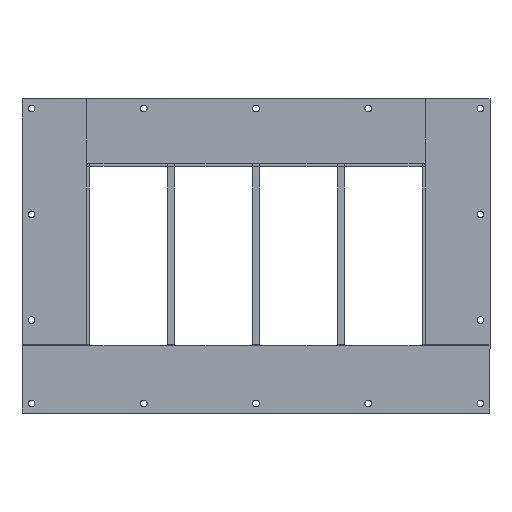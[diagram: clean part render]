
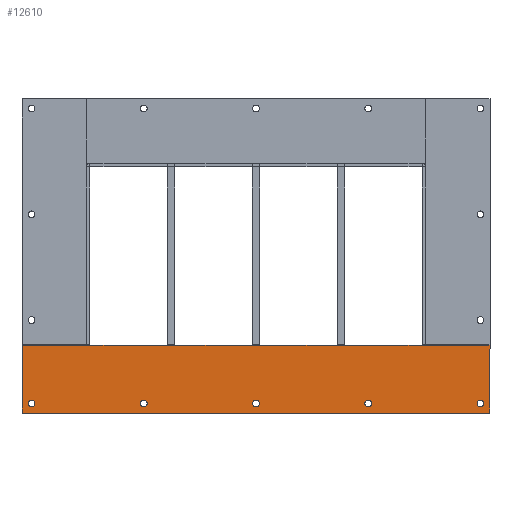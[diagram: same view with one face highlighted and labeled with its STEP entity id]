
A CAD part, left-side view. The second image highlights one B-rep face of the part: STEP entity #12610.
In plain terms, the highlighted planar face has unit normal (-1, 0, 0).
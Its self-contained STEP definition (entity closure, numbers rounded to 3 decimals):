
#668=LINE('',#18613,#1443);
#682=LINE('',#18640,#1457);
#816=LINE('',#19648,#1591);
#848=LINE('',#19749,#1623);
#855=LINE('',#19773,#1630);
#857=LINE('',#19777,#1632);
#859=LINE('',#19781,#1634);
#861=LINE('',#19784,#1636);
#862=LINE('',#19785,#1637);
#863=LINE('',#19787,#1638);
#864=LINE('',#19789,#1639);
#865=LINE('',#19790,#1640);
#1443=VECTOR('',#15289,10.);
#1457=VECTOR('',#15311,10.);
#1591=VECTOR('',#15921,10.);
#1623=VECTOR('',#16011,10.);
#1630=VECTOR('',#16040,10.);
#1632=VECTOR('',#16044,10.);
#1634=VECTOR('',#16048,10.);
#1636=VECTOR('',#16052,10.);
#1637=VECTOR('',#16053,10.);
#1638=VECTOR('',#16054,10.);
#1639=VECTOR('',#16055,10.);
#1640=VECTOR('',#16056,10.);
#2427=FACE_BOUND('',#3784,.T.);
#2428=FACE_BOUND('',#3785,.T.);
#2429=FACE_BOUND('',#3786,.T.);
#2430=FACE_BOUND('',#3787,.T.);
#2431=FACE_BOUND('',#3788,.T.);
#2845=FACE_OUTER_BOUND('',#3783,.T.);
#3783=EDGE_LOOP('',(#8946,#8947,#8948,#8949,#8950,#8951,#8952,#8953,#8954,
#8955,#8956,#8957));
#3784=EDGE_LOOP('',(#8958));
#3785=EDGE_LOOP('',(#8959));
#3786=EDGE_LOOP('',(#8960));
#3787=EDGE_LOOP('',(#8961));
#3788=EDGE_LOOP('',(#8962));
#4643=CIRCLE('',#13771,5.25);
#4644=CIRCLE('',#13773,5.25);
#4645=CIRCLE('',#13775,5.25);
#4646=CIRCLE('',#13777,5.25);
#4647=CIRCLE('',#13779,5.25);
#5071=VERTEX_POINT('',#18611);
#5072=VERTEX_POINT('',#18612);
#5081=VERTEX_POINT('',#18639);
#5312=VERTEX_POINT('',#19622);
#5320=VERTEX_POINT('',#19641);
#5360=VERTEX_POINT('',#19746);
#5361=VERTEX_POINT('',#19748);
#5362=VERTEX_POINT('',#19752);
#5363=VERTEX_POINT('',#19756);
#5364=VERTEX_POINT('',#19760);
#5365=VERTEX_POINT('',#19764);
#5366=VERTEX_POINT('',#19768);
#5367=VERTEX_POINT('',#19772);
#5368=VERTEX_POINT('',#19776);
#5369=VERTEX_POINT('',#19780);
#5370=VERTEX_POINT('',#19786);
#5371=VERTEX_POINT('',#19788);
#6204=EDGE_CURVE('',#5071,#5072,#668,.T.);
#6218=EDGE_CURVE('',#5072,#5081,#682,.T.);
#6578=EDGE_CURVE('',#5312,#5320,#816,.T.);
#6629=EDGE_CURVE('',#5360,#5361,#848,.T.);
#6632=EDGE_CURVE('',#5362,#5362,#4643,.T.);
#6634=EDGE_CURVE('',#5363,#5363,#4644,.T.);
#6636=EDGE_CURVE('',#5364,#5364,#4645,.T.);
#6638=EDGE_CURVE('',#5365,#5365,#4646,.T.);
#6640=EDGE_CURVE('',#5366,#5366,#4647,.T.);
#6641=EDGE_CURVE('',#5367,#5312,#855,.T.);
#6643=EDGE_CURVE('',#5368,#5367,#857,.T.);
#6645=EDGE_CURVE('',#5369,#5368,#859,.T.);
#6647=EDGE_CURVE('',#5369,#5361,#861,.F.);
#6648=EDGE_CURVE('',#5081,#5360,#862,.T.);
#6649=EDGE_CURVE('',#5370,#5071,#863,.T.);
#6650=EDGE_CURVE('',#5371,#5370,#864,.T.);
#6651=EDGE_CURVE('',#5320,#5371,#865,.T.);
#8946=ORIENTED_EDGE('',*,*,#6578,.F.);
#8947=ORIENTED_EDGE('',*,*,#6641,.F.);
#8948=ORIENTED_EDGE('',*,*,#6643,.F.);
#8949=ORIENTED_EDGE('',*,*,#6645,.F.);
#8950=ORIENTED_EDGE('',*,*,#6647,.T.);
#8951=ORIENTED_EDGE('',*,*,#6629,.F.);
#8952=ORIENTED_EDGE('',*,*,#6648,.F.);
#8953=ORIENTED_EDGE('',*,*,#6218,.F.);
#8954=ORIENTED_EDGE('',*,*,#6204,.F.);
#8955=ORIENTED_EDGE('',*,*,#6649,.F.);
#8956=ORIENTED_EDGE('',*,*,#6650,.F.);
#8957=ORIENTED_EDGE('',*,*,#6651,.F.);
#8958=ORIENTED_EDGE('',*,*,#6632,.T.);
#8959=ORIENTED_EDGE('',*,*,#6634,.T.);
#8960=ORIENTED_EDGE('',*,*,#6636,.T.);
#8961=ORIENTED_EDGE('',*,*,#6638,.T.);
#8962=ORIENTED_EDGE('',*,*,#6640,.T.);
#11168=PLANE('',#13783);
#12610=ADVANCED_FACE('',(#2845,#2427,#2428,#2429,#2430,#2431),#11168,.F.);
#13771=AXIS2_PLACEMENT_3D('',#19754,#16016,#16017);
#13773=AXIS2_PLACEMENT_3D('',#19758,#16021,#16022);
#13775=AXIS2_PLACEMENT_3D('',#19762,#16026,#16027);
#13777=AXIS2_PLACEMENT_3D('',#19766,#16031,#16032);
#13779=AXIS2_PLACEMENT_3D('',#19770,#16036,#16037);
#13783=AXIS2_PLACEMENT_3D('',#19783,#16050,#16051);
#15289=DIRECTION('',(0.,-1.,0.));
#15311=DIRECTION('',(0.,-1.,0.));
#15921=DIRECTION('',(0.,-1.,0.));
#16011=DIRECTION('',(0.,-1.,0.));
#16016=DIRECTION('center_axis',(1.,0.,0.));
#16017=DIRECTION('ref_axis',(0.,-1.,0.));
#16021=DIRECTION('center_axis',(1.,0.,0.));
#16022=DIRECTION('ref_axis',(0.,-1.,0.));
#16026=DIRECTION('center_axis',(1.,0.,0.));
#16027=DIRECTION('ref_axis',(0.,-1.,0.));
#16031=DIRECTION('center_axis',(1.,0.,0.));
#16032=DIRECTION('ref_axis',(0.,-1.,0.));
#16036=DIRECTION('center_axis',(1.,0.,0.));
#16037=DIRECTION('ref_axis',(0.,-1.,0.));
#16040=DIRECTION('',(0.,0.,1.));
#16044=DIRECTION('',(0.,1.,0.));
#16048=DIRECTION('',(0.,0.,-1.));
#16050=DIRECTION('center_axis',(1.,0.,0.));
#16051=DIRECTION('ref_axis',(0.,-1.,0.));
#16052=DIRECTION('',(0.,-1.,0.));
#16053=DIRECTION('',(0.,-1.,0.));
#16054=DIRECTION('',(0.,-1.,0.));
#16055=DIRECTION('',(0.,-1.,0.));
#16056=DIRECTION('',(0.,-1.,0.));
#18611=CARTESIAN_POINT('',(-51.318,218.022,-380.752));
#18612=CARTESIAN_POINT('',(-51.318,206.022,-380.752));
#18613=CARTESIAN_POINT('',(-51.318,577.022,-380.752));
#18639=CARTESIAN_POINT('',(-51.318,85.522,-380.752));
#18640=CARTESIAN_POINT('',(-51.318,577.022,-380.752));
#19622=CARTESIAN_POINT('',(-51.318,577.022,-380.752));
#19641=CARTESIAN_POINT('',(-51.318,471.022,-380.752));
#19648=CARTESIAN_POINT('',(-51.318,577.022,-380.752));
#19746=CARTESIAN_POINT('',(-51.318,73.522,-380.752));
#19748=CARTESIAN_POINT('',(-51.318,-46.978,-380.752));
#19749=CARTESIAN_POINT('',(-51.318,577.022,-380.752));
#19752=CARTESIAN_POINT('',(-51.318,42.272,-471.752));
#19754=CARTESIAN_POINT('Origin',(-51.318,37.022,-471.752));
#19756=CARTESIAN_POINT('',(-51.318,392.272,-471.752));
#19758=CARTESIAN_POINT('Origin',(-51.318,387.022,-471.752));
#19760=CARTESIAN_POINT('',(-51.318,567.272,-471.752));
#19762=CARTESIAN_POINT('Origin',(-51.318,562.022,-471.752));
#19764=CARTESIAN_POINT('',(-51.318,217.272,-471.752));
#19766=CARTESIAN_POINT('Origin',(-51.318,212.022,-471.752));
#19768=CARTESIAN_POINT('',(-51.318,-132.728,-471.752));
#19770=CARTESIAN_POINT('Origin',(-51.318,-137.978,-471.752));
#19772=CARTESIAN_POINT('',(-51.318,577.022,-486.752));
#19773=CARTESIAN_POINT('',(-51.318,577.022,-486.752));
#19776=CARTESIAN_POINT('',(-51.318,-152.978,-486.752));
#19777=CARTESIAN_POINT('',(-51.318,-152.978,-486.752));
#19780=CARTESIAN_POINT('',(-51.318,-152.978,-380.752));
#19781=CARTESIAN_POINT('',(-51.318,-152.978,-380.752));
#19783=CARTESIAN_POINT('Origin',(-51.318,212.022,-433.752));
#19784=CARTESIAN_POINT('',(-51.318,-127.978,-380.752));
#19785=CARTESIAN_POINT('',(-51.318,73.522,-380.752));
#19786=CARTESIAN_POINT('',(-51.318,338.522,-380.752));
#19787=CARTESIAN_POINT('',(-51.318,577.022,-380.752));
#19788=CARTESIAN_POINT('',(-51.318,350.522,-380.752));
#19789=CARTESIAN_POINT('',(-51.318,577.022,-380.752));
#19790=CARTESIAN_POINT('',(-51.318,577.022,-380.752));
